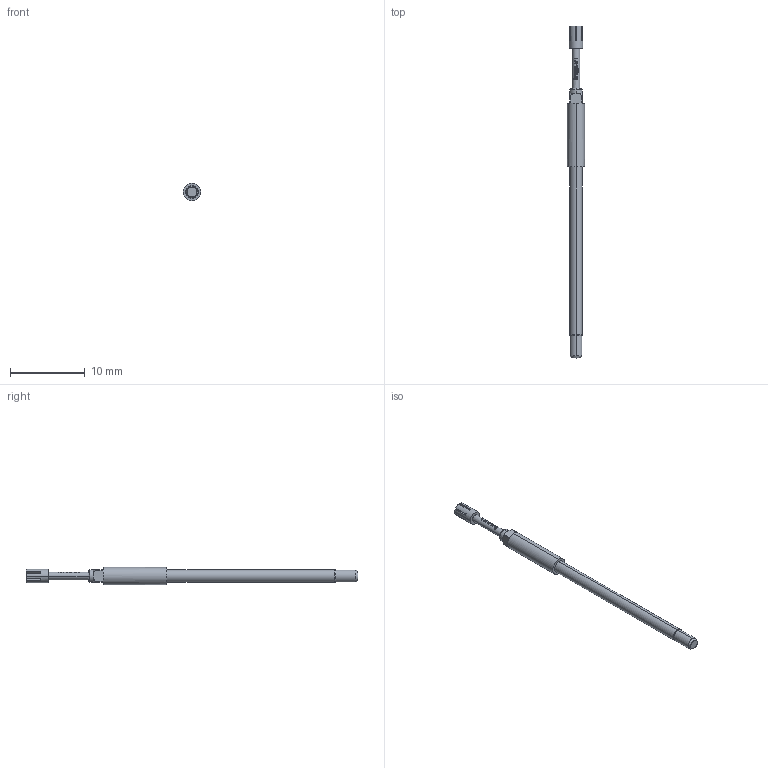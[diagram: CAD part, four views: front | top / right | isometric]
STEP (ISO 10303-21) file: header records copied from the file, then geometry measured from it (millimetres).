
FILE_DESCRIPTION (( 'STEP AP203' ), '1' );
FILE_NAME ('INGUN_GKS-112_319_180_X_xx10_M_0.STEP', '2018-03-12T14:20:21', ( '' ), ( '' ), 'SwSTEP 2.0', 'SolidWorks 2016', '' );
FILE_SCHEMA (( 'CONFIG_CONTROL_DESIGN' ));
Length unit declared in the file: millimetre
Products named in the file (2): INGUN_GKS-112_319_180_X_xx10_M_0
Bounding box: 2.3 x 44.3 x 2.3 mm (x, y, z)
Volume: 103.7 mm3; surface area: 260.3 mm2
Topology: 1 solids, 1 shells, 129 faces, 338 edges, 220 vertices
Faces by surface type: plane 65, bspline 22, cone 20, cylinder 18, torus 4
Entity records: 4463 total; most frequent: CARTESIAN_POINT 1333, ORIENTED_EDGE 676, DIRECTION 540, EDGE_CURVE 338, VERTEX_POINT 220, AXIS2_PLACEMENT_3D 211, EDGE_LOOP 138, FACE_OUTER_BOUND 129
